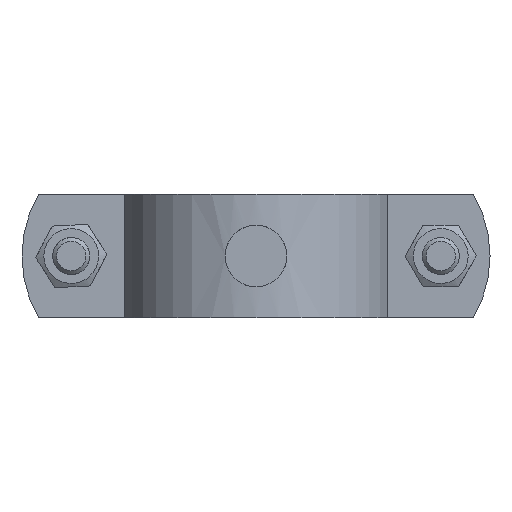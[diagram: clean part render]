
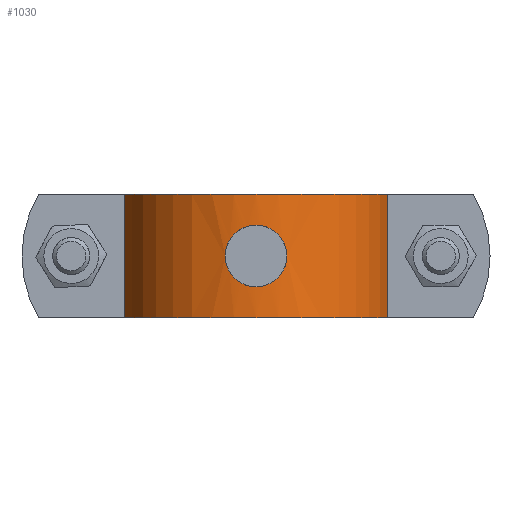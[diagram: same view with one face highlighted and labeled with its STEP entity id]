
A CAD part, front view. The second image highlights one B-rep face of the part: STEP entity #1030.
In plain terms, the highlighted cylindrical face has radius 22.05 mm (diameter 44.1 mm), a partial arc.
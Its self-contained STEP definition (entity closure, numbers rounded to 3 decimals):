
#588=CARTESIAN_POINT('',(5.0,21.476,0.0));
#589=VERTEX_POINT('',#588);
#590=CARTESIAN_POINT('',(5.,21.476,0.));
#591=CARTESIAN_POINT('',(5.,21.476,0.55));
#592=CARTESIAN_POINT('',(4.905,21.498,1.131));
#593=CARTESIAN_POINT('',(4.71,21.541,1.678));
#594=CARTESIAN_POINT('',(4.558,21.574,2.105));
#595=CARTESIAN_POINT('',(4.346,21.619,2.512));
#596=CARTESIAN_POINT('',(4.09,21.667,2.876));
#597=CARTESIAN_POINT('',(3.939,21.696,3.09));
#598=CARTESIAN_POINT('',(3.774,21.725,3.289));
#599=CARTESIAN_POINT('',(3.599,21.754,3.47));
#600=CARTESIAN_POINT('',(3.445,21.78,3.631));
#601=CARTESIAN_POINT('',(3.28,21.805,3.781));
#602=CARTESIAN_POINT('',(3.101,21.831,3.922));
#603=CARTESIAN_POINT('',(2.666,21.893,4.266));
#604=CARTESIAN_POINT('',(2.156,21.951,4.547));
#605=CARTESIAN_POINT('',(1.616,21.991,4.732));
#606=CARTESIAN_POINT('',(1.23,22.019,4.863));
#607=CARTESIAN_POINT('',(0.829,22.038,4.947));
#608=CARTESIAN_POINT('',(0.435,22.046,4.981));
#609=CARTESIAN_POINT('',(0.129,22.052,5.008));
#610=CARTESIAN_POINT('',(-0.168,22.051,5.007));
#611=CARTESIAN_POINT('',(-0.474,22.045,4.977));
#612=CARTESIAN_POINT('',(-1.047,22.033,4.923));
#613=CARTESIAN_POINT('',(-1.631,21.996,4.763));
#614=CARTESIAN_POINT('',(-2.164,21.944,4.507));
#615=CARTESIAN_POINT('',(-2.5,21.91,4.346));
#616=CARTESIAN_POINT('',(-2.817,21.871,4.147));
#617=CARTESIAN_POINT('',(-3.101,21.831,3.922));
#618=CARTESIAN_POINT('',(-3.267,21.807,3.791));
#619=CARTESIAN_POINT('',(-3.421,21.783,3.652));
#620=CARTESIAN_POINT('',(-3.565,21.76,3.506));
#621=CARTESIAN_POINT('',(-3.96,21.695,3.104));
#622=CARTESIAN_POINT('',(-4.308,21.627,2.608));
#623=CARTESIAN_POINT('',(-4.555,21.574,2.063));
#624=CARTESIAN_POINT('',(-4.733,21.537,1.67));
#625=CARTESIAN_POINT('',(-4.86,21.508,1.251));
#626=CARTESIAN_POINT('',(-4.93,21.492,0.831));
#627=CARTESIAN_POINT('',(-4.976,21.481,0.56));
#628=CARTESIAN_POINT('',(-4.999,21.476,0.288));
#629=CARTESIAN_POINT('',(-5.,21.476,0.024));
#630=CARTESIAN_POINT('',(-5.001,21.475,-0.203));
#631=CARTESIAN_POINT('',(-4.987,21.479,-0.434));
#632=CARTESIAN_POINT('',(-4.955,21.486,-0.666));
#633=CARTESIAN_POINT('',(-4.878,21.504,-1.241));
#634=CARTESIAN_POINT('',(-4.695,21.546,-1.818));
#635=CARTESIAN_POINT('',(-4.419,21.603,-2.34));
#636=CARTESIAN_POINT('',(-4.251,21.637,-2.656));
#637=CARTESIAN_POINT('',(-4.05,21.676,-2.952));
#638=CARTESIAN_POINT('',(-3.827,21.715,-3.218));
#639=CARTESIAN_POINT('',(-3.633,21.749,-3.448));
#640=CARTESIAN_POINT('',(-3.427,21.783,-3.653));
#641=CARTESIAN_POINT('',(-3.195,21.817,-3.846));
#642=CARTESIAN_POINT('',(-2.754,21.882,-4.212));
#643=CARTESIAN_POINT('',(-2.23,21.944,-4.514));
#644=CARTESIAN_POINT('',(-1.671,21.987,-4.712));
#645=CARTESIAN_POINT('',(-1.178,22.024,-4.887));
#646=CARTESIAN_POINT('',(-0.658,22.046,-4.982));
#647=CARTESIAN_POINT('',(-0.159,22.049,-4.997));
#648=CARTESIAN_POINT('',(0.067,22.051,-5.005));
#649=CARTESIAN_POINT('',(0.29,22.049,-4.997));
#650=CARTESIAN_POINT('',(0.519,22.044,-4.973));
#651=CARTESIAN_POINT('',(1.087,22.031,-4.914));
#652=CARTESIAN_POINT('',(1.666,21.993,-4.751));
#653=CARTESIAN_POINT('',(2.193,21.941,-4.493));
#654=CARTESIAN_POINT('',(2.577,21.902,-4.306));
#655=CARTESIAN_POINT('',(2.934,21.856,-4.07));
#656=CARTESIAN_POINT('',(3.247,21.81,-3.802));
#657=CARTESIAN_POINT('',(3.466,21.777,-3.615));
#658=CARTESIAN_POINT('',(3.662,21.745,-3.416));
#659=CARTESIAN_POINT('',(3.847,21.712,-3.194));
#660=CARTESIAN_POINT('',(4.212,21.647,-2.754));
#661=CARTESIAN_POINT('',(4.514,21.584,-2.231));
#662=CARTESIAN_POINT('',(4.711,21.541,-1.674));
#663=CARTESIAN_POINT('',(4.906,21.498,-1.128));
#664=CARTESIAN_POINT('',(5.,21.476,-0.548));
#665=CARTESIAN_POINT('',(5.,21.476,0.));
#666=B_SPLINE_CURVE_WITH_KNOTS('',3,(#590,#591,#592,#593,#594,#595,#596,#597,#598,#599,#600,#601,#602,#603,#604,#605,#606,#607,#608,#609,#610,#611,#612,#613,#614,#615,#616,#617,#618,#619,#620,#621,#622,#623,#624,#625,#626,#627,#628,#629,#630,#631,#632,#633,#634,#635,#636,#637,#638,#639,#640,#641,#642,#643,#644,#645,#646,#647,#648,#649,#650,#651,#652,#653,#654,#655,#656,#657,#658,#659,#660,#661,#662,#663,#664,#665),.UNSPECIFIED.,.T.,.U.,(4,3,3,3,3,3,3,3,3,3,3,3,3,3,3,3,3,3,3,3,3,3,3,3,3,4),(0.0,0.165,0.293,0.369,0.436,0.598,0.713,0.803,0.971,1.077,1.138,1.308,1.431,1.51,1.578,1.746,1.848,1.936,2.104,2.253,2.32,2.486,2.608,2.693,2.86,3.025),.UNSPECIFIED.);
#667=EDGE_CURVE('',#589,#589,#666,.T.);
#848=CARTESIAN_POINT('',(21.353,5.5,10.0));
#849=VERTEX_POINT('',#848);
#856=CARTESIAN_POINT('',(-21.353,5.5,10.0));
#857=VERTEX_POINT('',#856);
#858=CARTESIAN_POINT('',(0.0,0.0,10.0));
#859=DIRECTION('',(0.0,0.0,-1.0));
#860=DIRECTION('',(-0.968,-0.249,0.0));
#861=AXIS2_PLACEMENT_3D('',#858,#859,#860);
#862=CIRCLE('',#861,22.05);
#863=EDGE_CURVE('',#857,#849,#862,.T.);
#903=CARTESIAN_POINT('',(21.353,5.5,-10.0));
#904=VERTEX_POINT('',#903);
#911=CARTESIAN_POINT('',(21.353,5.5,10.0));
#912=DIRECTION('',(0.0,0.0,-1.0));
#913=VECTOR('',#912,20.0);
#914=LINE('',#911,#913);
#915=EDGE_CURVE('',#849,#904,#914,.T.);
#992=CARTESIAN_POINT('',(-21.353,5.5,-10.0));
#993=VERTEX_POINT('',#992);
#1000=CARTESIAN_POINT('',(0.0,0.0,-10.0));
#1001=DIRECTION('',(0.0,0.0,1.0));
#1002=DIRECTION('',(-0.968,-0.249,0.0));
#1003=AXIS2_PLACEMENT_3D('',#1000,#1001,#1002);
#1004=CIRCLE('',#1003,22.05);
#1005=EDGE_CURVE('',#904,#993,#1004,.T.);
#1011=CARTESIAN_POINT('',(0.0,0.0,0.0));
#1012=DIRECTION('',(0.0,0.0,1.0));
#1013=DIRECTION('',(-0.968,-0.249,0.0));
#1014=AXIS2_PLACEMENT_3D('',#1011,#1012,#1013);
#1015=CYLINDRICAL_SURFACE('',#1014,22.05);
#1016=ORIENTED_EDGE('',*,*,#863,.T.);
#1017=ORIENTED_EDGE('',*,*,#915,.T.);
#1018=ORIENTED_EDGE('',*,*,#1005,.T.);
#1019=CARTESIAN_POINT('',(-21.353,5.5,10.0));
#1020=DIRECTION('',(0.0,0.0,-1.0));
#1021=VECTOR('',#1020,20.0);
#1022=LINE('',#1019,#1021);
#1023=EDGE_CURVE('',#857,#993,#1022,.T.);
#1024=ORIENTED_EDGE('',*,*,#1023,.F.);
#1025=EDGE_LOOP('',(#1016,#1017,#1018,#1024));
#1026=FACE_OUTER_BOUND('',#1025,.T.);
#1027=ORIENTED_EDGE('',*,*,#667,.T.);
#1028=EDGE_LOOP('',(#1027));
#1029=FACE_BOUND('',#1028,.T.);
#1030=ADVANCED_FACE('',(#1026,#1029),#1015,.T.);
